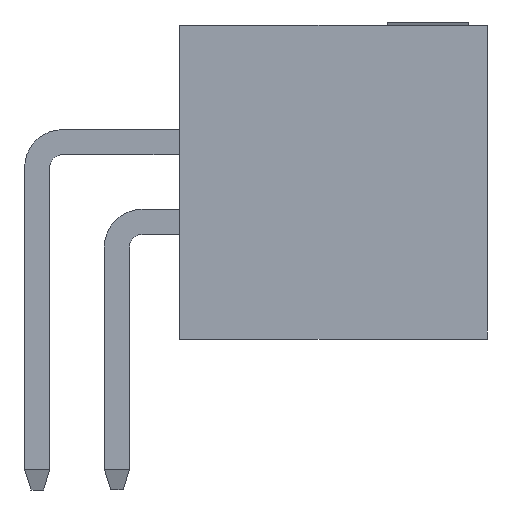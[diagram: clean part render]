
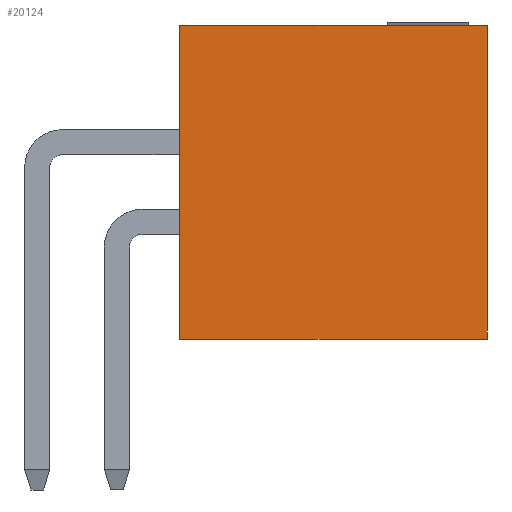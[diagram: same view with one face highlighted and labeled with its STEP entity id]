
A CAD part, front view. The second image highlights one B-rep face of the part: STEP entity #20124.
In plain terms, the highlighted face is planar.
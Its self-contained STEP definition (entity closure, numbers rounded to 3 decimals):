
#937=ORIENTED_EDGE('',*,*,#4844,.F.);
#938=ORIENTED_EDGE('',*,*,#4845,.F.);
#939=ORIENTED_EDGE('',*,*,#4846,.T.);
#940=ORIENTED_EDGE('',*,*,#4847,.T.);
#4844=EDGE_CURVE('',#6788,#6789,#8212,.T.);
#4845=EDGE_CURVE('',#6790,#6788,#8213,.T.);
#4846=EDGE_CURVE('',#6790,#6791,#8214,.T.);
#4847=EDGE_CURVE('',#6791,#6789,#8215,.T.);
#6788=VERTEX_POINT('',#26599);
#6789=VERTEX_POINT('',#26600);
#6790=VERTEX_POINT('',#26602);
#6791=VERTEX_POINT('',#26604);
#8212=LINE('',#26598,#10192);
#8213=LINE('',#26601,#10193);
#8214=LINE('',#26603,#10194);
#8215=LINE('',#26605,#10195);
#10192=VECTOR('',#22548,1000.);
#10193=VECTOR('',#22549,1000.);
#10194=VECTOR('',#22550,1000.);
#10195=VECTOR('',#22551,1000.);
#11830=EDGE_LOOP('',(#937,#938,#939,#940));
#12686=FACE_BOUND('',#11830,.T.);
#13542=PLANE('',#20960);
#20124=ADVANCED_FACE('',(#12686),#13542,.T.);
#20960=AXIS2_PLACEMENT_3D('',#26597,#22546,#22547);
#22546=DIRECTION('',(1.,0.,0.));
#22547=DIRECTION('',(0.,0.,-1.));
#22548=DIRECTION('',(0.,0.,-1.));
#22549=DIRECTION('',(0.,1.,0.));
#22550=DIRECTION('',(0.,0.,-1.));
#22551=DIRECTION('',(0.,1.,0.));
#26597=CARTESIAN_POINT('',(11.43,-2.5,2.45));
#26598=CARTESIAN_POINT('',(11.43,2.5,2.45));
#26599=CARTESIAN_POINT('',(11.43,2.5,2.45));
#26600=CARTESIAN_POINT('',(11.43,2.5,-2.45));
#26601=CARTESIAN_POINT('',(11.43,-2.5,2.45));
#26602=CARTESIAN_POINT('',(11.43,-2.5,2.45));
#26603=CARTESIAN_POINT('',(11.43,-2.5,2.45));
#26604=CARTESIAN_POINT('',(11.43,-2.5,-2.45));
#26605=CARTESIAN_POINT('',(11.43,-2.5,-2.45));
